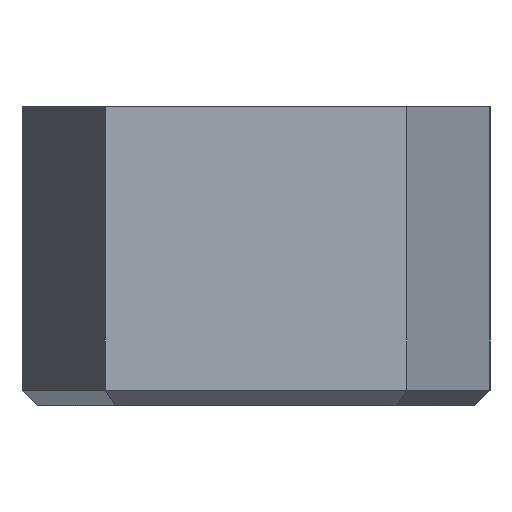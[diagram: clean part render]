
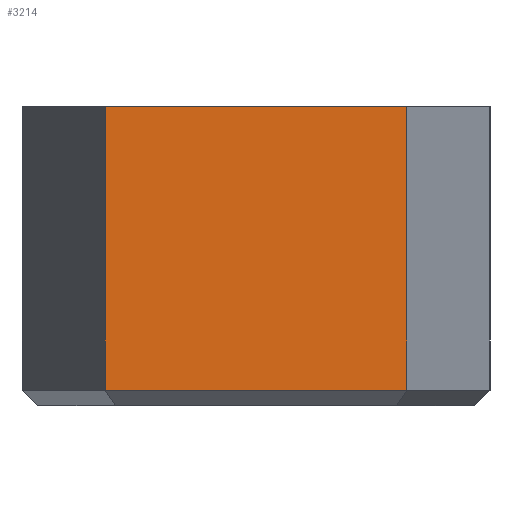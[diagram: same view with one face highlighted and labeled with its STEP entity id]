
A CAD part, left-side view. The second image highlights one B-rep face of the part: STEP entity #3214.
In plain terms, the highlighted planar face has unit normal (-1, 0, 0).
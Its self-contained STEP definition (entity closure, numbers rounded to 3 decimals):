
#332=ORIENTED_EDGE('',*,*,#1196,.T.);
#333=ORIENTED_EDGE('',*,*,#1197,.T.);
#334=ORIENTED_EDGE('',*,*,#1194,.F.);
#335=ORIENTED_EDGE('',*,*,#971,.T.);
#971=EDGE_CURVE('',#1435,#1434,#1715,.T.);
#1194=EDGE_CURVE('',#1435,#1596,#1938,.T.);
#1196=EDGE_CURVE('',#1434,#1597,#1940,.T.);
#1197=EDGE_CURVE('',#1597,#1596,#1941,.T.);
#1434=VERTEX_POINT('',#4390);
#1435=VERTEX_POINT('',#4392);
#1596=VERTEX_POINT('',#4817);
#1597=VERTEX_POINT('',#4821);
#1715=LINE('',#4391,#2179);
#1938=LINE('',#4816,#2402);
#1940=LINE('',#4820,#2404);
#1941=LINE('',#4822,#2405);
#2179=VECTOR('',#3561,1000.);
#2402=VECTOR('',#3866,1000.);
#2404=VECTOR('',#3870,1000.);
#2405=VECTOR('',#3871,1000.);
#2665=EDGE_LOOP('',(#332,#333,#334,#335));
#2853=FACE_BOUND('',#2665,.T.);
#3041=PLANE('',#3400);
#3214=ADVANCED_FACE('',(#2853),#3041,.T.);
#3400=AXIS2_PLACEMENT_3D('',#4819,#3868,#3869);
#3561=DIRECTION('',(0.,1.,0.));
#3866=DIRECTION('',(0.,0.,-1.));
#3868=DIRECTION('',(-1.,0.,0.));
#3869=DIRECTION('',(0.,-1.,0.));
#3870=DIRECTION('',(0.,0.,-1.));
#3871=DIRECTION('',(0.,-1.,0.));
#4390=CARTESIAN_POINT('',(-92.588,51.423,9.6));
#4391=CARTESIAN_POINT('',(-92.588,41.757,9.6));
#4392=CARTESIAN_POINT('',(-92.588,41.757,9.6));
#4816=CARTESIAN_POINT('',(-92.588,41.757,7.5));
#4817=CARTESIAN_POINT('',(-92.588,41.757,0.5));
#4819=CARTESIAN_POINT('',(-92.588,41.757,7.5));
#4820=CARTESIAN_POINT('',(-92.588,51.423,7.5));
#4821=CARTESIAN_POINT('',(-92.588,51.423,0.5));
#4822=CARTESIAN_POINT('',(-92.588,41.757,0.5));
